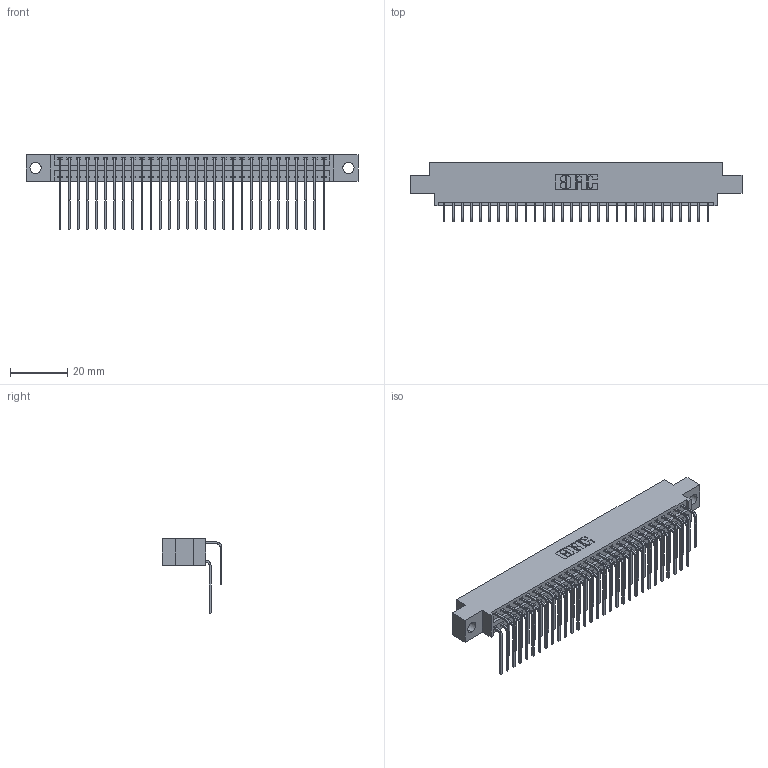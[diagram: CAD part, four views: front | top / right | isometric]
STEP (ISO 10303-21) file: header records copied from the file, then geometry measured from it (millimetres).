
FILE_DESCRIPTION (( 'STEP AP203' ), '1' );
FILE_NAME ('396-060-559-804.STEP', '2018-09-08T14:10:44', ( '' ), ( '' ), 'SwSTEP 2.0', 'SolidWorks 2016', '' );
FILE_SCHEMA (( 'CONFIG_CONTROL_DESIGN' ));
Length unit declared in the file: inch
Products named in the file (4): 346 Part_0.170 Offset - 0.156 Dia-TH; 345-292-001_558 559 Tail - 1; 345-292-001_559 Tail - 2; 396-060-559-804
Assembly tree (61 placements, depth 2):
  396-060-559-804
    346 Part_0.170 Offset - 0.156 Dia-TH
    345-292-001_558 559 Tail - 1  x30
    345-292-001_559 Tail - 2  x30
Bounding box: 115.82 x 20.89 x 26.16 mm (x, y, z)
Volume: 11304.7 mm3; surface area: 17004 mm2
Topology: 61 solids, 61 shells, 3366 faces, 10001 edges, 6586 vertices
Faces by surface type: plane 2300, cylinder 1066
Entity records: 23113 total; most frequent: CARTESIAN_POINT 3879, ORIENTED_EDGE 3762, DIRECTION 3441, EDGE_CURVE 1881, VECTOR 1589, LINE 1589, VERTEX_POINT 1250, AXIS2_PLACEMENT_3D 926
